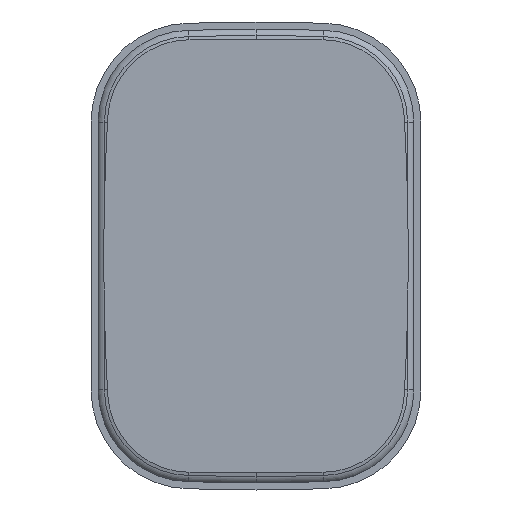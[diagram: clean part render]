
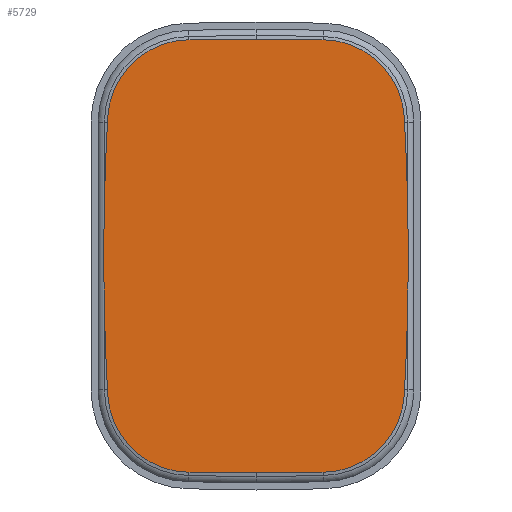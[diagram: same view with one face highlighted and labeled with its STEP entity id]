
A CAD part, front view. The second image highlights one B-rep face of the part: STEP entity #5729.
In plain terms, the highlighted planar face has unit normal (0, -1, 0).
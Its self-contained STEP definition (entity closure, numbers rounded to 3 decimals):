
#444=LINE('',#9875,#827);
#445=LINE('',#9884,#828);
#827=VECTOR('',#8155,10.);
#828=VECTOR('',#8164,10.);
#1091=PLANE('',#6432);
#1401=FACE_OUTER_BOUND('',#1763,.T.);
#1763=EDGE_LOOP('',(#4796,#4797,#4798,#4799,#4800,#4801,#4802,#4803,#4804,
#4805));
#2081=CIRCLE('',#6363,1252.76);
#2103=CIRCLE('',#6390,42.5);
#2111=CIRCLE('',#6400,1252.76);
#2129=CIRCLE('',#6424,42.5);
#2132=CIRCLE('',#6433,42.5);
#2133=CIRCLE('',#6434,1252.76);
#2134=CIRCLE('',#6435,1252.76);
#2135=CIRCLE('',#6436,42.5);
#2559=VERTEX_POINT('',#9639);
#2561=VERTEX_POINT('',#9643);
#2577=VERTEX_POINT('',#9729);
#2584=VERTEX_POINT('',#9776);
#2595=VERTEX_POINT('',#9835);
#2608=VERTEX_POINT('',#9874);
#2609=VERTEX_POINT('',#9876);
#2610=VERTEX_POINT('',#9878);
#2611=VERTEX_POINT('',#9880);
#2612=VERTEX_POINT('',#9882);
#3274=EDGE_CURVE('',#2561,#2559,#2081,.T.);
#3300=EDGE_CURVE('',#2577,#2561,#2103,.T.);
#3313=EDGE_CURVE('',#2584,#2559,#2111,.T.);
#3333=EDGE_CURVE('',#2595,#2584,#2129,.T.);
#3351=EDGE_CURVE('',#2608,#2577,#444,.T.);
#3352=EDGE_CURVE('',#2608,#2609,#2132,.T.);
#3353=EDGE_CURVE('',#2609,#2610,#2133,.T.);
#3354=EDGE_CURVE('',#2611,#2610,#2134,.T.);
#3355=EDGE_CURVE('',#2612,#2611,#2135,.T.);
#3356=EDGE_CURVE('',#2595,#2612,#445,.T.);
#4796=ORIENTED_EDGE('',*,*,#3274,.F.);
#4797=ORIENTED_EDGE('',*,*,#3300,.F.);
#4798=ORIENTED_EDGE('',*,*,#3351,.F.);
#4799=ORIENTED_EDGE('',*,*,#3352,.T.);
#4800=ORIENTED_EDGE('',*,*,#3353,.T.);
#4801=ORIENTED_EDGE('',*,*,#3354,.F.);
#4802=ORIENTED_EDGE('',*,*,#3355,.F.);
#4803=ORIENTED_EDGE('',*,*,#3356,.F.);
#4804=ORIENTED_EDGE('',*,*,#3333,.T.);
#4805=ORIENTED_EDGE('',*,*,#3313,.T.);
#5729=ADVANCED_FACE('',(#1401),#1091,.T.);
#6363=AXIS2_PLACEMENT_3D('',#9645,#7989,#7990);
#6390=AXIS2_PLACEMENT_3D('',#9731,#8047,#8048);
#6400=AXIS2_PLACEMENT_3D('',#9777,#8072,#8073);
#6424=AXIS2_PLACEMENT_3D('',#9838,#8122,#8123);
#6432=AXIS2_PLACEMENT_3D('',#9873,#8153,#8154);
#6433=AXIS2_PLACEMENT_3D('',#9877,#8156,#8157);
#6434=AXIS2_PLACEMENT_3D('',#9879,#8158,#8159);
#6435=AXIS2_PLACEMENT_3D('',#9881,#8160,#8161);
#6436=AXIS2_PLACEMENT_3D('',#9883,#8162,#8163);
#7989=DIRECTION('center_axis',(0.,1.,0.));
#7990=DIRECTION('ref_axis',(0.998,0.,0.057));
#8047=DIRECTION('center_axis',(0.,1.,0.));
#8048=DIRECTION('ref_axis',(0.,0.,1.));
#8072=DIRECTION('center_axis',(0.,-1.,0.));
#8073=DIRECTION('ref_axis',(0.998,0.,-0.057));
#8122=DIRECTION('center_axis',(0.,-1.,0.));
#8123=DIRECTION('ref_axis',(0.,0.,-1.));
#8153=DIRECTION('center_axis',(0.,-1.,0.));
#8154=DIRECTION('ref_axis',(0.,0.,
1.));
#8155=DIRECTION('',(1.,0.,0.));
#8156=DIRECTION('center_axis',(0.,-1.,0.));
#8157=DIRECTION('ref_axis',(0.,0.,1.));
#8158=DIRECTION('center_axis',(0.,-1.,0.));
#8159=DIRECTION('ref_axis',(-0.998,0.,0.057));
#8160=DIRECTION('center_axis',(0.,1.,0.));
#8161=DIRECTION('ref_axis',(-0.998,0.,-0.057));
#8162=DIRECTION('center_axis',(0.,1.,0.));
#8163=DIRECTION('ref_axis',(0.,0.,-1.));
#8164=DIRECTION('',(-1.,0.,0.));
#9639=CARTESIAN_POINT('',(94.656,-80.399,0.043));
#9643=CARTESIAN_POINT('',(92.63,-80.399,71.224));
#9645=CARTESIAN_POINT('Origin',(-1158.104,-80.399,0.));
#9729=CARTESIAN_POINT('',(50.188,-80.399,111.5));
#9731=CARTESIAN_POINT('Origin',(50.188,-80.399,69.));
#9776=CARTESIAN_POINT('',(92.63,-80.399,-71.224));
#9777=CARTESIAN_POINT('Origin',(-1158.104,-80.399,0.));
#9835=CARTESIAN_POINT('',(50.188,-80.399,-111.5));
#9838=CARTESIAN_POINT('Origin',(50.188,-80.399,-69.));
#9873=CARTESIAN_POINT('Origin',(16.188,-80.399,-111.5));
#9874=CARTESIAN_POINT('',(-17.812,-80.399,111.5));
#9875=CARTESIAN_POINT('',(16.188,-80.399,111.5));
#9876=CARTESIAN_POINT('',(-60.254,-80.399,71.224));
#9877=CARTESIAN_POINT('Origin',(-17.812,-80.399,69.));
#9878=CARTESIAN_POINT('',(-62.28,-80.399,0.043));
#9879=CARTESIAN_POINT('Origin',(1190.48,-80.399,0.));
#9880=CARTESIAN_POINT('',(-60.254,-80.399,-71.224));
#9881=CARTESIAN_POINT('Origin',(1190.48,-80.399,0.));
#9882=CARTESIAN_POINT('',(-17.812,-80.399,-111.5));
#9883=CARTESIAN_POINT('Origin',(-17.812,-80.399,-69.));
#9884=CARTESIAN_POINT('',(16.188,-80.399,-111.5));
